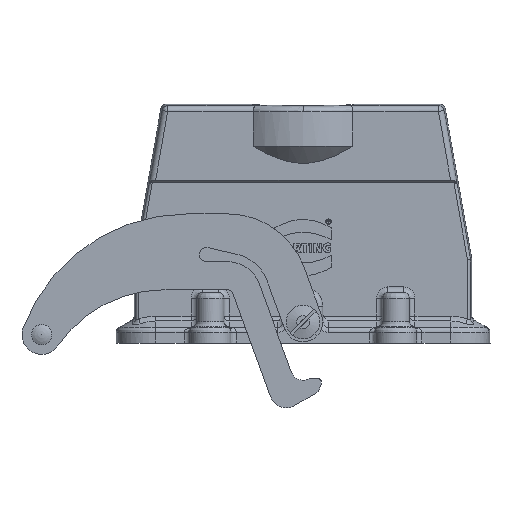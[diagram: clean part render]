
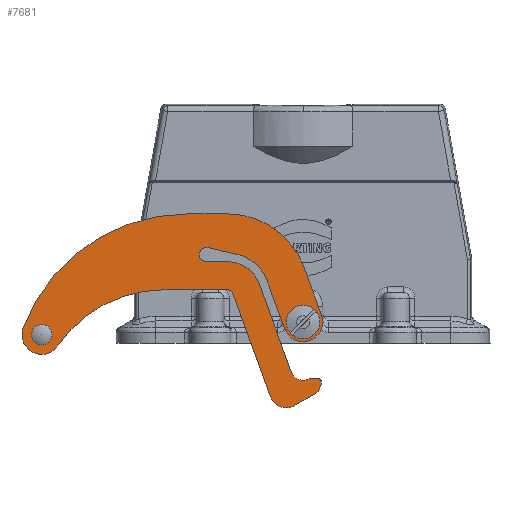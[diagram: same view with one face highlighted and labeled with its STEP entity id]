
A CAD part, front view. The second image highlights one B-rep face of the part: STEP entity #7681.
In plain terms, the highlighted planar face has unit normal (0, -1, 0).
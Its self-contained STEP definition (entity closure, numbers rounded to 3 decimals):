
#5124=PLANE('',#16944);
#6026=LINE('',#20677,#6838);
#6030=LINE('',#20689,#6842);
#6035=LINE('',#20707,#6847);
#6039=LINE('',#20719,#6851);
#6043=LINE('',#20731,#6855);
#6047=LINE('',#20743,#6859);
#6051=LINE('',#20755,#6863);
#6055=LINE('',#20767,#6867);
#6061=LINE('',#20791,#6873);
#6065=LINE('',#20803,#6877);
#6068=LINE('',#20812,#6880);
#6838=VECTOR('',#17886,1.);
#6842=VECTOR('',#17898,1.);
#6847=VECTOR('',#17917,1.);
#6851=VECTOR('',#17929,1.);
#6855=VECTOR('',#17941,1.);
#6859=VECTOR('',#17953,1.);
#6863=VECTOR('',#17965,1.);
#6867=VECTOR('',#17977,1.);
#6873=VECTOR('',#18003,1.);
#6877=VECTOR('',#18015,1.);
#6880=VECTOR('',#18026,1.);
#7681=ADVANCED_FACE('',(#8619,#8620),#5124,.T.);
#8619=FACE_BOUND('',#8751,.T.);
#8620=FACE_BOUND('',#8752,.T.);
#8751=EDGE_LOOP('',(#9609));
#8752=EDGE_LOOP('',(#9610,#9611,#9612,#9613,#9614,#9615,#9616,#9617,#9618,
#9619,#9620,#9621,#9622,#9623,#9624,#9625,#9626,#9627,#9628,#9629,#9630,
#9631,#9632,#9633,#9634));
#9609=ORIENTED_EDGE('',*,*,#14029,.F.);
#9610=ORIENTED_EDGE('',*,*,#13956,.T.);
#9611=ORIENTED_EDGE('',*,*,#13960,.T.);
#9612=ORIENTED_EDGE('',*,*,#13963,.T.);
#9613=ORIENTED_EDGE('',*,*,#13966,.T.);
#9614=ORIENTED_EDGE('',*,*,#13969,.T.);
#9615=ORIENTED_EDGE('',*,*,#13972,.T.);
#9616=ORIENTED_EDGE('',*,*,#13975,.T.);
#9617=ORIENTED_EDGE('',*,*,#13978,.T.);
#9618=ORIENTED_EDGE('',*,*,#13981,.T.);
#9619=ORIENTED_EDGE('',*,*,#13984,.T.);
#9620=ORIENTED_EDGE('',*,*,#13987,.T.);
#9621=ORIENTED_EDGE('',*,*,#13990,.T.);
#9622=ORIENTED_EDGE('',*,*,#13993,.T.);
#9623=ORIENTED_EDGE('',*,*,#13996,.T.);
#9624=ORIENTED_EDGE('',*,*,#13999,.T.);
#9625=ORIENTED_EDGE('',*,*,#14002,.T.);
#9626=ORIENTED_EDGE('',*,*,#14005,.T.);
#9627=ORIENTED_EDGE('',*,*,#14008,.T.);
#9628=ORIENTED_EDGE('',*,*,#14011,.T.);
#9629=ORIENTED_EDGE('',*,*,#14014,.T.);
#9630=ORIENTED_EDGE('',*,*,#14017,.T.);
#9631=ORIENTED_EDGE('',*,*,#14020,.T.);
#9632=ORIENTED_EDGE('',*,*,#14023,.T.);
#9633=ORIENTED_EDGE('',*,*,#14026,.T.);
#9634=ORIENTED_EDGE('',*,*,#14028,.T.);
#12923=VERTEX_POINT('',#20668);
#12924=VERTEX_POINT('',#20670);
#12926=VERTEX_POINT('',#20676);
#12928=VERTEX_POINT('',#20682);
#12930=VERTEX_POINT('',#20688);
#12932=VERTEX_POINT('',#20694);
#12934=VERTEX_POINT('',#20700);
#12936=VERTEX_POINT('',#20706);
#12938=VERTEX_POINT('',#20712);
#12940=VERTEX_POINT('',#20718);
#12942=VERTEX_POINT('',#20724);
#12944=VERTEX_POINT('',#20730);
#12946=VERTEX_POINT('',#20736);
#12948=VERTEX_POINT('',#20742);
#12950=VERTEX_POINT('',#20748);
#12952=VERTEX_POINT('',#20754);
#12954=VERTEX_POINT('',#20760);
#12956=VERTEX_POINT('',#20766);
#12958=VERTEX_POINT('',#20772);
#12960=VERTEX_POINT('',#20778);
#12962=VERTEX_POINT('',#20784);
#12964=VERTEX_POINT('',#20790);
#12966=VERTEX_POINT('',#20796);
#12968=VERTEX_POINT('',#20802);
#12970=VERTEX_POINT('',#20808);
#12971=VERTEX_POINT('',#20815);
#13956=EDGE_CURVE('',#12924,#12923,#15661,.T.);
#13960=EDGE_CURVE('',#12923,#12926,#6026,.T.);
#13963=EDGE_CURVE('',#12926,#12928,#15663,.T.);
#13966=EDGE_CURVE('',#12928,#12930,#6030,.T.);
#13969=EDGE_CURVE('',#12930,#12932,#15665,.T.);
#13972=EDGE_CURVE('',#12932,#12934,#15667,.T.);
#13975=EDGE_CURVE('',#12934,#12936,#6035,.T.);
#13978=EDGE_CURVE('',#12936,#12938,#15669,.T.);
#13981=EDGE_CURVE('',#12938,#12940,#6039,.T.);
#13984=EDGE_CURVE('',#12940,#12942,#15671,.T.);
#13987=EDGE_CURVE('',#12942,#12944,#6043,.T.);
#13990=EDGE_CURVE('',#12944,#12946,#15673,.T.);
#13993=EDGE_CURVE('',#12946,#12948,#6047,.T.);
#13996=EDGE_CURVE('',#12948,#12950,#15675,.T.);
#13999=EDGE_CURVE('',#12950,#12952,#6051,.T.);
#14002=EDGE_CURVE('',#12952,#12954,#15677,.T.);
#14005=EDGE_CURVE('',#12954,#12956,#6055,.T.);
#14008=EDGE_CURVE('',#12956,#12958,#15679,.T.);
#14011=EDGE_CURVE('',#12958,#12960,#15681,.T.);
#14014=EDGE_CURVE('',#12960,#12962,#15683,.T.);
#14017=EDGE_CURVE('',#12962,#12964,#6061,.T.);
#14020=EDGE_CURVE('',#12964,#12966,#15685,.T.);
#14023=EDGE_CURVE('',#12966,#12968,#6065,.T.);
#14026=EDGE_CURVE('',#12968,#12970,#15687,.T.);
#14028=EDGE_CURVE('',#12970,#12924,#6068,.T.);
#14029=EDGE_CURVE('',#12971,#12971,#15688,.T.);
#15661=CIRCLE('',#16891,5.);
#15663=CIRCLE('',#16895,1.);
#15665=CIRCLE('',#16899,3.);
#15667=CIRCLE('',#16902,4.425);
#15669=CIRCLE('',#16906,12.);
#15671=CIRCLE('',#16910,2.5);
#15673=CIRCLE('',#16914,15.);
#15675=CIRCLE('',#16918,7.);
#15677=CIRCLE('',#16922,29.);
#15679=CIRCLE('',#16926,62.42);
#15681=CIRCLE('',#16929,7.);
#15683=CIRCLE('',#16932,45.665);
#15685=CIRCLE('',#16936,2.);
#15687=CIRCLE('',#16940,6.);
#15688=CIRCLE('',#16943,3.6);
#16891=AXIS2_PLACEMENT_3D('',#20669,#17879,#17880);
#16895=AXIS2_PLACEMENT_3D('',#20683,#17892,#17893);
#16899=AXIS2_PLACEMENT_3D('',#20695,#17904,#17905);
#16902=AXIS2_PLACEMENT_3D('',#20701,#17911,#17912);
#16906=AXIS2_PLACEMENT_3D('',#20713,#17923,#17924);
#16910=AXIS2_PLACEMENT_3D('',#20725,#17935,#17936);
#16914=AXIS2_PLACEMENT_3D('',#20737,#17947,#17948);
#16918=AXIS2_PLACEMENT_3D('',#20749,#17959,#17960);
#16922=AXIS2_PLACEMENT_3D('',#20761,#17971,#17972);
#16926=AXIS2_PLACEMENT_3D('',#20773,#17983,#17984);
#16929=AXIS2_PLACEMENT_3D('',#20779,#17990,#17991);
#16932=AXIS2_PLACEMENT_3D('',#20785,#17997,#17998);
#16936=AXIS2_PLACEMENT_3D('',#20797,#18009,#18010);
#16940=AXIS2_PLACEMENT_3D('',#20809,#18021,#18022);
#16943=AXIS2_PLACEMENT_3D('',#20814,#18029,#18030);
#16944=AXIS2_PLACEMENT_3D('',#20816,#18031,#18032);
#17879=DIRECTION('',(0.,-1.,0.));
#17880=DIRECTION('',(1.,0.,0.));
#17886=DIRECTION('',(0.,0.,1.));
#17892=DIRECTION('',(0.,-1.,0.));
#17893=DIRECTION('',(0.,0.,1.));
#17898=DIRECTION('',(-1.,0.,0.));
#17904=DIRECTION('',(0.,-1.,0.));
#17905=DIRECTION('',(-0.394,0.,0.919));
#17911=DIRECTION('',(0.,1.,0.));
#17912=DIRECTION('',(-0.94,0.,-0.342));
#17917=DIRECTION('',(-0.342,0.,0.94));
#17923=DIRECTION('',(0.,-1.,0.));
#17924=DIRECTION('',(0.,0.,1.));
#17929=DIRECTION('',(-1.,0.,0.));
#17935=DIRECTION('',(0.,1.,0.));
#17936=DIRECTION('',(0.22,0.,0.976));
#17941=DIRECTION('',(0.976,0.,-0.22));
#17947=DIRECTION('',(0.,1.,0.));
#17948=DIRECTION('',(0.94,0.,0.342));
#17953=DIRECTION('',(0.342,0.,-0.94));
#17959=DIRECTION('',(0.,-1.,0.));
#17960=DIRECTION('',(-0.94,0.,-0.342));
#17965=DIRECTION('',(-0.342,0.,0.94));
#17971=DIRECTION('',(0.,-1.,0.));
#17972=DIRECTION('',(0.94,0.,0.342));
#17977=DIRECTION('',(-1.,0.,0.));
#17983=DIRECTION('',(0.,-1.,0.));
#17984=DIRECTION('',(0.,0.,1.));
#17990=DIRECTION('',(0.,-1.,0.));
#17991=DIRECTION('',(-0.937,0.,0.35));
#17997=DIRECTION('',(0.,1.,0.));
#17998=DIRECTION('',(0.,0.,1.));
#18003=DIRECTION('',(1.,0.,0.));
#18009=DIRECTION('',(0.,1.,0.));
#18010=DIRECTION('',(0.94,0.,0.342));
#18015=DIRECTION('',(0.342,0.,-0.94));
#18021=DIRECTION('',(0.,-1.,0.));
#18022=DIRECTION('',(0.5,0.,-0.866));
#18026=DIRECTION('',(0.866,0.,0.5));
#18029=DIRECTION('',(0.,-1.,0.));
#18030=DIRECTION('',(1.,0.,0.));
#18031=DIRECTION('',(0.,-1.,0.));
#18032=DIRECTION('',(1.,0.,0.));
#20668=CARTESIAN_POINT('',(6.5,-30.,-25.012));
#20669=CARTESIAN_POINT('',(1.5,-30.,-25.012));
#20670=CARTESIAN_POINT('',(4.,-30.,-29.342));
#20676=CARTESIAN_POINT('',(6.5,-30.,-24.825));
#20677=CARTESIAN_POINT('',(6.5,-30.,-25.012));
#20682=CARTESIAN_POINT('',(5.5,-30.,-23.825));
#20683=CARTESIAN_POINT('',(5.5,-30.,-24.825));
#20688=CARTESIAN_POINT('',(2.924,-30.,-23.825));
#20689=CARTESIAN_POINT('',(5.5,-30.,-23.825));
#20694=CARTESIAN_POINT('',(1.743,-30.,-24.067));
#20695=CARTESIAN_POINT('',(2.924,-30.,-26.825));
#20700=CARTESIAN_POINT('',(-4.158,-30.,-21.513));
#20701=CARTESIAN_POINT('',(0.,-30.,-20.));
#20706=CARTESIAN_POINT('',(-15.593,-30.,9.904));
#20707=CARTESIAN_POINT('',(-4.158,-30.,-21.513));
#20712=CARTESIAN_POINT('',(-26.87,-30.,17.8));
#20713=CARTESIAN_POINT('',(-26.87,-30.,5.8));
#20718=CARTESIAN_POINT('',(-34.37,-30.,17.8));
#20719=CARTESIAN_POINT('',(-26.87,-30.,17.8));
#20724=CARTESIAN_POINT('',(-33.821,-30.,22.739));
#20725=CARTESIAN_POINT('',(-34.37,-30.,20.3));
#20730=CARTESIAN_POINT('',(-23.577,-30.,20.434));
#20731=CARTESIAN_POINT('',(-33.821,-30.,22.739));
#20736=CARTESIAN_POINT('',(-12.774,-30.,10.93));
#20737=CARTESIAN_POINT('',(-26.87,-30.,5.8));
#20742=CARTESIAN_POINT('',(-6.578,-30.,-6.094));
#20743=CARTESIAN_POINT('',(-12.774,-30.,10.93));
#20748=CARTESIAN_POINT('',(6.578,-30.,-1.306));
#20749=CARTESIAN_POINT('',(0.,-30.,-3.7));
#20754=CARTESIAN_POINT('',(0.381,-30.,15.719));
#20755=CARTESIAN_POINT('',(6.578,-30.,-1.306));
#20760=CARTESIAN_POINT('',(-26.87,-30.,34.8));
#20761=CARTESIAN_POINT('',(-26.87,-30.,5.8));
#20766=CARTESIAN_POINT('',(-41.094,-30.,34.8));
#20767=CARTESIAN_POINT('',(-26.87,-30.,34.8));
#20772=CARTESIAN_POINT('',(-99.556,-30.,-5.747));
#20773=CARTESIAN_POINT('',(-41.094,-30.,-27.62));
#20778=CARTESIAN_POINT('',(-87.216,-30.,-12.143));
#20779=CARTESIAN_POINT('',(-93.,-30.,-8.2));
#20784=CARTESIAN_POINT('',(-49.484,-30.,7.8));
#20785=CARTESIAN_POINT('',(-49.484,-30.,-37.865));
#20790=CARTESIAN_POINT('',(-26.87,-30.,7.8));
#20791=CARTESIAN_POINT('',(-49.484,-30.,7.8));
#20796=CARTESIAN_POINT('',(-24.99,-30.,6.484));
#20797=CARTESIAN_POINT('',(-26.87,-30.,5.8));
#20802=CARTESIAN_POINT('',(-11.626,-30.,-30.233));
#20803=CARTESIAN_POINT('',(-24.99,-30.,6.484));
#20808=CARTESIAN_POINT('',(-2.988,-30.,-33.377));
#20809=CARTESIAN_POINT('',(-5.988,-30.,-28.181));
#20812=CARTESIAN_POINT('',(-2.988,-30.,-33.377));
#20814=CARTESIAN_POINT('',(-92.984,-30.,-8.2));
#20815=CARTESIAN_POINT('',(-89.384,-30.,-8.2));
#20816=CARTESIAN_POINT('',(1.5,-30.,-25.012));
